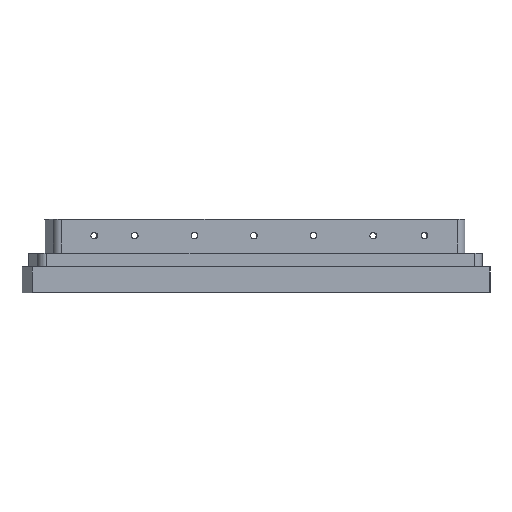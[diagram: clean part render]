
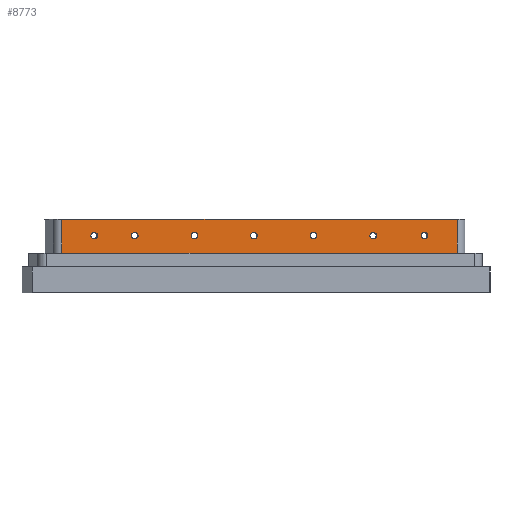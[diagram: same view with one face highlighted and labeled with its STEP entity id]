
A CAD part, left-side view. The second image highlights one B-rep face of the part: STEP entity #8773.
In plain terms, the highlighted planar face has unit normal (-0.997, -0.073, 0).
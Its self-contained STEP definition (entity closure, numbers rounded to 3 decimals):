
#84=CARTESIAN_POINT('',(-97.348,-149.235,19.77));
#85=VERTEX_POINT('',#84);
#86=CARTESIAN_POINT('',(-97.348,-149.235,21.));
#87=DIRECTION('',(0.997,0.073,0.0));
#88=DIRECTION('',(0.0,0.0,-1.0));
#89=AXIS2_PLACEMENT_3D('',#86,#87,#88);
#90=CIRCLE('',#89,1.23);
#91=EDGE_CURVE('',#85,#85,#90,.T.);
#112=CARTESIAN_POINT('',(-98.737,-130.285,19.77));
#113=VERTEX_POINT('',#112);
#114=CARTESIAN_POINT('',(-98.737,-130.285,21.));
#115=DIRECTION('',(0.997,0.073,0.0));
#116=DIRECTION('',(0.0,0.0,-1.0));
#117=AXIS2_PLACEMENT_3D('',#114,#115,#116);
#118=CIRCLE('',#117,1.23);
#119=EDGE_CURVE('',#113,#113,#118,.T.);
#140=CARTESIAN_POINT('',(-100.346,-108.344,19.77));
#141=VERTEX_POINT('',#140);
#142=CARTESIAN_POINT('',(-100.346,-108.344,21.));
#143=DIRECTION('',(0.997,0.073,0.0));
#144=DIRECTION('',(0.0,0.0,-1.0));
#145=AXIS2_PLACEMENT_3D('',#142,#143,#144);
#146=CIRCLE('',#145,1.23);
#147=EDGE_CURVE('',#141,#141,#146,.T.);
#168=CARTESIAN_POINT('',(-101.955,-86.403,19.771));
#169=VERTEX_POINT('',#168);
#170=CARTESIAN_POINT('',(-101.955,-86.403,21.0));
#171=DIRECTION('',(0.997,0.073,0.0));
#172=DIRECTION('',(0.0,0.0,-1.0));
#173=AXIS2_PLACEMENT_3D('',#170,#171,#172);
#174=CIRCLE('',#173,1.23);
#175=EDGE_CURVE('',#169,#169,#174,.T.);
#196=CARTESIAN_POINT('',(-103.563,-64.462,19.771));
#197=VERTEX_POINT('',#196);
#198=CARTESIAN_POINT('',(-103.563,-64.462,21.0));
#199=DIRECTION('',(0.997,0.073,0.0));
#200=DIRECTION('',(0.0,0.0,-1.0));
#201=AXIS2_PLACEMENT_3D('',#198,#199,#200);
#202=CIRCLE('',#201,1.23);
#203=EDGE_CURVE('',#197,#197,#202,.T.);
#224=CARTESIAN_POINT('',(-105.172,-42.521,19.771));
#225=VERTEX_POINT('',#224);
#226=CARTESIAN_POINT('',(-105.172,-42.521,21.));
#227=DIRECTION('',(0.997,0.073,0.0));
#228=DIRECTION('',(0.0,0.0,-1.0));
#229=AXIS2_PLACEMENT_3D('',#226,#227,#228);
#230=CIRCLE('',#229,1.23);
#231=EDGE_CURVE('',#225,#225,#230,.T.);
#252=CARTESIAN_POINT('',(-106.269,-27.561,19.771));
#253=VERTEX_POINT('',#252);
#254=CARTESIAN_POINT('',(-106.269,-27.561,21.));
#255=DIRECTION('',(0.997,0.073,0.0));
#256=DIRECTION('',(0.0,0.0,-1.0));
#257=AXIS2_PLACEMENT_3D('',#254,#255,#256);
#258=CIRCLE('',#257,1.23);
#259=EDGE_CURVE('',#253,#253,#258,.T.);
#867=CARTESIAN_POINT('',(-107.143,-15.639,27.0));
#868=VERTEX_POINT('',#867);
#876=CARTESIAN_POINT('',(-96.467,-161.252,27.0));
#877=VERTEX_POINT('',#876);
#878=CARTESIAN_POINT('',(-107.143,-15.639,27.0));
#879=DIRECTION('',(0.073,-0.997,0.0));
#880=VECTOR('',#879,146.005);
#881=LINE('',#878,#880);
#882=EDGE_CURVE('',#868,#877,#881,.T.);
#8610=CARTESIAN_POINT('',(-96.467,-161.252,14.5));
#8611=VERTEX_POINT('',#8610);
#8612=CARTESIAN_POINT('',(-96.467,-161.252,27.0));
#8613=DIRECTION('',(0.0,0.0,-1.0));
#8614=VECTOR('',#8613,12.5);
#8615=LINE('',#8612,#8614);
#8616=EDGE_CURVE('',#877,#8611,#8615,.T.);
#8718=CARTESIAN_POINT('',(-107.143,-15.639,14.5));
#8719=VERTEX_POINT('',#8718);
#8727=CARTESIAN_POINT('',(-107.143,-15.639,14.5));
#8728=DIRECTION('',(0.0,0.0,1.0));
#8729=VECTOR('',#8728,12.5);
#8730=LINE('',#8727,#8729);
#8731=EDGE_CURVE('',#8719,#868,#8730,.T.);
#8736=CARTESIAN_POINT('',(-107.364,-12.627,27.0));
#8737=DIRECTION('',(-0.997,-0.073,0.0));
#8738=DIRECTION('',(0.0,0.0,1.0));
#8739=AXIS2_PLACEMENT_3D('',#8736,#8737,#8738);
#8740=PLANE('',#8739);
#8741=ORIENTED_EDGE('',*,*,#8616,.F.);
#8742=ORIENTED_EDGE('',*,*,#882,.F.);
#8743=ORIENTED_EDGE('',*,*,#8731,.F.);
#8744=CARTESIAN_POINT('',(-107.143,-15.639,14.5));
#8745=DIRECTION('',(0.073,-0.997,0.0));
#8746=VECTOR('',#8745,146.005);
#8747=LINE('',#8744,#8746);
#8748=EDGE_CURVE('',#8719,#8611,#8747,.T.);
#8749=ORIENTED_EDGE('',*,*,#8748,.T.);
#8750=EDGE_LOOP('',(#8741,#8742,#8743,#8749));
#8751=FACE_OUTER_BOUND('',#8750,.T.);
#8752=ORIENTED_EDGE('',*,*,#91,.T.);
#8753=EDGE_LOOP('',(#8752));
#8754=FACE_BOUND('',#8753,.T.);
#8755=ORIENTED_EDGE('',*,*,#119,.T.);
#8756=EDGE_LOOP('',(#8755));
#8757=FACE_BOUND('',#8756,.T.);
#8758=ORIENTED_EDGE('',*,*,#147,.T.);
#8759=EDGE_LOOP('',(#8758));
#8760=FACE_BOUND('',#8759,.T.);
#8761=ORIENTED_EDGE('',*,*,#175,.T.);
#8762=EDGE_LOOP('',(#8761));
#8763=FACE_BOUND('',#8762,.T.);
#8764=ORIENTED_EDGE('',*,*,#203,.T.);
#8765=EDGE_LOOP('',(#8764));
#8766=FACE_BOUND('',#8765,.T.);
#8767=ORIENTED_EDGE('',*,*,#231,.T.);
#8768=EDGE_LOOP('',(#8767));
#8769=FACE_BOUND('',#8768,.T.);
#8770=ORIENTED_EDGE('',*,*,#259,.T.);
#8771=EDGE_LOOP('',(#8770));
#8772=FACE_BOUND('',#8771,.T.);
#8773=ADVANCED_FACE('',(#8751,#8754,#8757,#8760,#8763,#8766,#8769,#8772),#8740,.T.);
